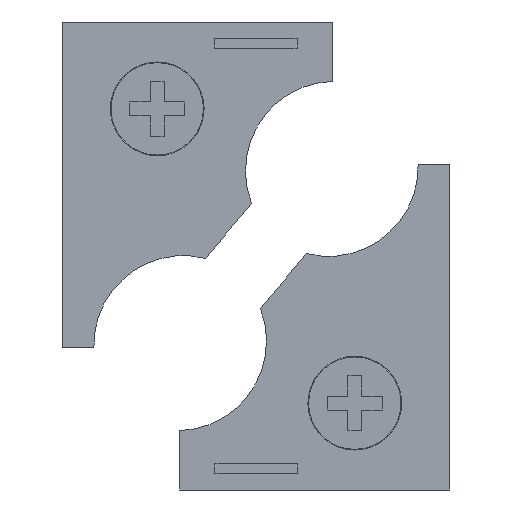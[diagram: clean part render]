
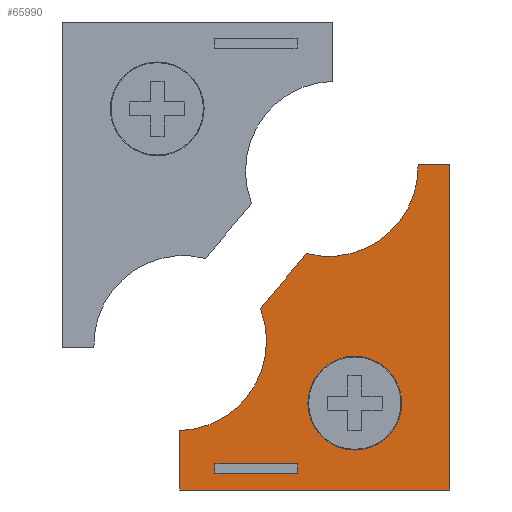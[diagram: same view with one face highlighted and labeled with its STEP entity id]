
A CAD part, front view. The second image highlights one B-rep face of the part: STEP entity #65990.
In plain terms, the highlighted planar face has unit normal (0, -1, 0).
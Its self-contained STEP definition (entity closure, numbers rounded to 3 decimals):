
#64660=CARTESIAN_POINT('',(15.598,19.457,-16.85));
#64670=VERTEX_POINT('',#64660);
#64700=CARTESIAN_POINT('',(11.895,19.457,-21.262)
);
#64710=DIRECTION('',(-0.643,0.,-0.766));
#64720=VECTOR('',#64710,1.);
#64730=LINE('',#64700,#64720);
#64740=CARTESIAN_POINT('',(12.253,19.457,-20.836))
;
#64750=VERTEX_POINT('',#64740);
#64760=EDGE_CURVE('',#64670,#64750,#64730,.T.);
#64940=CARTESIAN_POINT('',(23.837,19.457,-18.625)
);
#64950=DIRECTION('',(0.,-1.,0.));
#64960=DIRECTION('',(1.,0.,0.));
#64970=AXIS2_PLACEMENT_3D('',#64940,#64950,#64960);
#64980=PLANE('',#64970);
#64990=CARTESIAN_POINT('',(8.958,19.457,-21.16));
#65000=DIRECTION('',(0.,0.,-1.));
#65010=VECTOR('',#65000,1.);
#65020=LINE('',#64990,#65010);
#65030=CARTESIAN_POINT('',(8.958,19.457,-32.1));
#65040=VERTEX_POINT('',#65030);
#65050=CARTESIAN_POINT('',(8.958,19.457,-32.8));
#65060=VERTEX_POINT('',#65050);
#65070=EDGE_CURVE('',#65040,#65060,#65020,.T.);
#65080=ORIENTED_EDGE('',*,*,#65070,.F.);
#65090=CARTESIAN_POINT('',(20.089,19.457,-32.8));
#65100=DIRECTION('',(1.,0.,0.));
#65110=VECTOR('',#65100,1.);
#65120=LINE('',#65090,#65110);
#65130=CARTESIAN_POINT('',(14.958,19.457,-32.8));
#65140=VERTEX_POINT('',#65130);
#65150=EDGE_CURVE('',#65060,#65140,#65120,.T.);
#65160=ORIENTED_EDGE('',*,*,#65150,.F.);
#65170=CARTESIAN_POINT('',(14.958,19.457,-21.16)
);
#65180=DIRECTION('',(0.,0.,1.));
#65190=VECTOR('',#65180,1.);
#65200=LINE('',#65170,#65190);
#65210=CARTESIAN_POINT('',(14.958,19.457,-32.1));
#65220=VERTEX_POINT('',#65210);
#65230=EDGE_CURVE('',#65140,#65220,#65200,.T.);
#65240=ORIENTED_EDGE('',*,*,#65230,.F.);
#65250=CARTESIAN_POINT('',(20.089,19.457,-32.1));
#65260=DIRECTION('',(-1.,0.,0.));
#65270=VECTOR('',#65260,1.);
#65280=LINE('',#65250,#65270);
#65290=EDGE_CURVE('',#65220,#65040,#65280,.T.);
#65300=ORIENTED_EDGE('',*,*,#65290,.F.);
#65310=EDGE_LOOP('',(#65300,#65240,#65160,#65080));
#65320=FACE_BOUND('',#65310,.T.);
#65330=CARTESIAN_POINT('',(19.098,19.457,-27.7));
#65340=DIRECTION('',(-0.,-1.,0.));
#65350=DIRECTION('',(-1.,0.,0.));
#65360=AXIS2_PLACEMENT_3D('',#65330,#65340,#65350);
#65370=CIRCLE('',#65360,3.4);
#65380=CARTESIAN_POINT('',(15.698,19.457,-27.7));
#65390=VERTEX_POINT('',#65380);
#65400=CARTESIAN_POINT('',(22.498,19.457,-27.7));
#65410=VERTEX_POINT('',#65400);
#65420=EDGE_CURVE('',#65390,#65410,#65370,.T.);
#65430=ORIENTED_EDGE('',*,*,#65420,.F.);
#65440=EDGE_CURVE('',#65410,#65390,#65370,.T.);
#65450=ORIENTED_EDGE('',*,*,#65440,.F.);
#65460=EDGE_LOOP('',(#65450,#65430));
#65470=FACE_BOUND('',#65460,.T.);
#65480=CARTESIAN_POINT('',(17.198,19.457,-10.55));
#65490=DIRECTION('',(0.,-1.,0.));
#65500=DIRECTION('',(-1.,0.,0.));
#65510=AXIS2_PLACEMENT_3D('',#65480,#65490,#65500);
#65520=CIRCLE('',#65510,6.5);
#65530=CARTESIAN_POINT('',(23.696,19.457,-10.4));
#65540=VERTEX_POINT('',#65530);
#65550=EDGE_CURVE('',#64670,#65540,#65520,.T.);
#65560=ORIENTED_EDGE('',*,*,#65550,.F.);
#65570=CARTESIAN_POINT('',(20.089,19.457,-10.4)
);
#65580=DIRECTION('',(-1.,0.,0.));
#65590=VECTOR('',#65580,1.);
#65600=LINE('',#65570,#65590);
#65610=CARTESIAN_POINT('',(25.998,19.457,-10.4));
#65620=VERTEX_POINT('',#65610);
#65630=EDGE_CURVE('',#65620,#65540,#65600,.T.);
#65640=ORIENTED_EDGE('',*,*,#65630,.T.);
#65650=CARTESIAN_POINT('',(25.998,19.457,-17.3));
#65660=DIRECTION('',(0.,0.,-1.));
#65670=VECTOR('',#65660,1.);
#65680=LINE('',#65650,#65670);
#65690=CARTESIAN_POINT('',(25.998,19.457,-34.));
#65700=VERTEX_POINT('',#65690);
#65710=EDGE_CURVE('',#65620,#65700,#65680,.T.);
#65720=ORIENTED_EDGE('',*,*,#65710,.F.);
#65730=CARTESIAN_POINT('',(25.648,19.457,-34.)
);
#65740=DIRECTION('',(-1.,0.,0.));
#65750=VECTOR('',#65740,1.);
#65760=LINE('',#65730,#65750);
#65770=CARTESIAN_POINT('',(6.398,19.457,-34.)
);
#65780=VERTEX_POINT('',#65770);
#65790=EDGE_CURVE('',#65700,#65780,#65760,.T.);
#65800=ORIENTED_EDGE('',*,*,#65790,.F.);
#65810=CARTESIAN_POINT('',(6.398,19.457,-21.16));
#65820=DIRECTION('',(0.,0.,1.));
#65830=VECTOR('',#65820,1.);
#65840=LINE('',#65810,#65830);
#65850=CARTESIAN_POINT('',(6.398,19.457,-29.697));
#65860=VERTEX_POINT('',#65850);
#65870=EDGE_CURVE('',#65780,#65860,#65840,.T.);
#65880=ORIENTED_EDGE('',*,*,#65870,.F.);
#65890=CARTESIAN_POINT('',(6.198,19.457,-23.2));
#65900=DIRECTION('',(0.,-1.,0.));
#65910=DIRECTION('',(-1.,0.,0.));
#65920=AXIS2_PLACEMENT_3D('',#65890,#65900,#65910);
#65930=CIRCLE('',#65920,6.5);
#65940=EDGE_CURVE('',#65860,#64750,#65930,.T.);
#65950=ORIENTED_EDGE('',*,*,#65940,.F.);
#65960=ORIENTED_EDGE('',*,*,#64760,.T.);
#65970=EDGE_LOOP('',(#65960,#65950,#65880,#65800,#65720,#65640,#65560));
#65980=FACE_OUTER_BOUND('',#65970,.T.);
#65990=ADVANCED_FACE('',(#65320,#65470,#65980),#64980,.T.);
